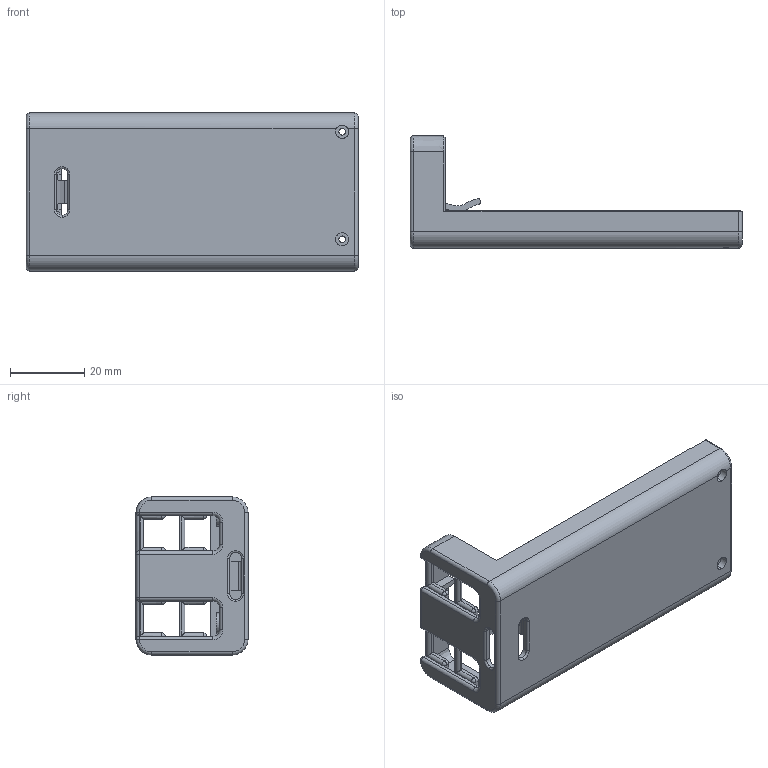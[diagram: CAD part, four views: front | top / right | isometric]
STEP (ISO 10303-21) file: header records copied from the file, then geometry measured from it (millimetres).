
FILE_DESCRIPTION (( 'STEP AP203' ), '1' );
FILE_NAME ('0003611_OPENTACT_DOUBLESTACK_BOTTOM CASE_REV-B.STEP', '2019-04-05T19:44:25', ( '' ), ( '' ), 'SwSTEP 2.0', 'SolidWorks 2018', '' );
FILE_SCHEMA (( 'CONFIG_CONTROL_DESIGN' ));
Length unit declared in the file: inch
Products named in the file (1): 0003611_OPENTACT_DOUBLESTACK_BOTTOM CASE_REV-B
Bounding box: 89.56 x 30.23 x 42.65 mm (x, y, z)
Volume: 12770.4 mm3; surface area: 15254 mm2
Topology: 1 solids, 1 shells, 251 faces, 697 edges, 430 vertices
Faces by surface type: plane 107, cylinder 102, torus 16, bspline 14, sphere 12
Entity records: 8419 total; most frequent: CARTESIAN_POINT 1989, ORIENTED_EDGE 1366, DIRECTION 1318, EDGE_CURVE 683, AXIS2_PLACEMENT_3D 455, VERTEX_POINT 428, VECTOR 408, LINE 408
